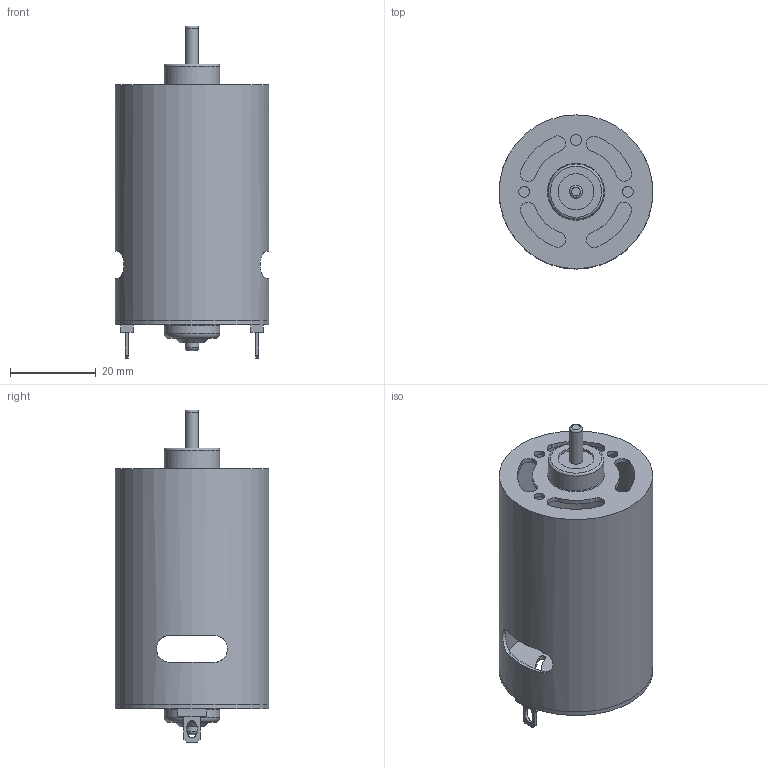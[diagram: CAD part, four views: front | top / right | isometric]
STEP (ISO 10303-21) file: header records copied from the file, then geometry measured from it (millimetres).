
FILE_DESCRIPTION(/* description */ (''),/* implementation_level */ '2;1');
FILE_NAME(/* name */ 'am-3830.stp',/* time_stamp */ '2019-11-27T11:01:53-08:00',/* author */ ('Phillips Lenovo'),/* organization */ ('Autodesk Inc.'),/* preprocessor_version */ 'ST-DEVELOPER v18',/* originating_system */ 'Autodesk Inventor 2020',/* authorisation */ '');
FILE_SCHEMA (('AUTOMOTIVE_DESIGN { 1 0 10303 214 3 1 1 }'));
Length unit declared in the file: inch
Products named in the file (1): am-3830
Bounding box: 35.81 x 35.81 x 77.32 mm (x, y, z)
Volume: 7354.1 mm3; surface area: 16075.5 mm2
Topology: 2 solids, 2 shells, 97 faces, 271 edges, 187 vertices
Faces by surface type: cylinder 49, plane 39, torus 6, bspline 2, cone 1
Full cylindrical faces by diameter (mm): 2.5 x5, 3.048 x1, 3.175 x1, 8.382 x1, 12.954 x2, 34.29 x1, 35.814 x2
Entity records: 3547 total; most frequent: CARTESIAN_POINT 722, DIRECTION 600, ORIENTED_EDGE 542, EDGE_CURVE 271, AXIS2_PLACEMENT_3D 241, VERTEX_POINT 187, CIRCLE 141, EDGE_LOOP 140
